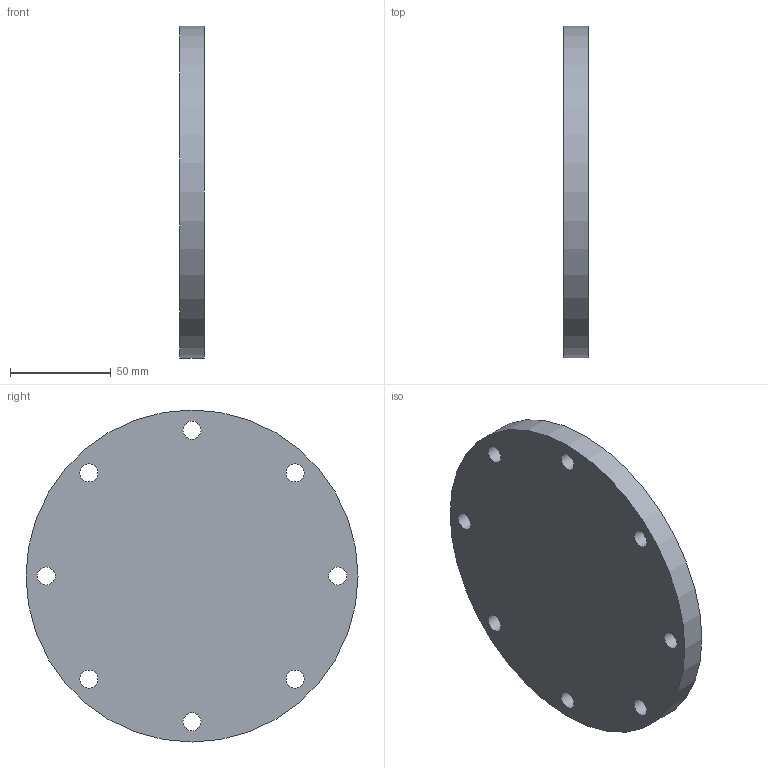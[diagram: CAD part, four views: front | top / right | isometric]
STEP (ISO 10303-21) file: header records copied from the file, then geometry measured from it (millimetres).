
FILE_DESCRIPTION(/* description */ (''),/* implementation_level */ '2;1');
FILE_NAME(/* name */ 'FL-A100LFB.stp',/* time_stamp */ '2018-07-12T09:18:09+01:00',/* author */ ('paul'),/* organization */ (''),/* preprocessor_version */ 'ST-DEVELOPER v17',/* originating_system */ 'Autodesk Inventor 2019',/* authorisation */ '');
FILE_SCHEMA (('AUTOMOTIVE_DESIGN { 1 0 10303 214 3 1 1 }'));
Length unit declared in the file: millimetre
Products named in the file (1): FL-A100LFB
Bounding box: 12 x 165 x 165 mm (x, y, z)
Volume: 243606.5 mm3; surface area: 53488.2 mm2
Topology: 1 solids, 1 shells, 15 faces, 47 edges, 36 vertices
Faces by surface type: cylinder 11, plane 4
Full cylindrical faces by diameter (mm): 9 x8, 92.2 x1, 102 x1, 165 x1
Entity records: 640 total; most frequent: DIRECTION 115, CARTESIAN_POINT 99, ORIENTED_EDGE 94, AXIS2_PLACEMENT_3D 52, EDGE_CURVE 47, CIRCLE 36, VERTEX_POINT 36, EDGE_LOOP 33
